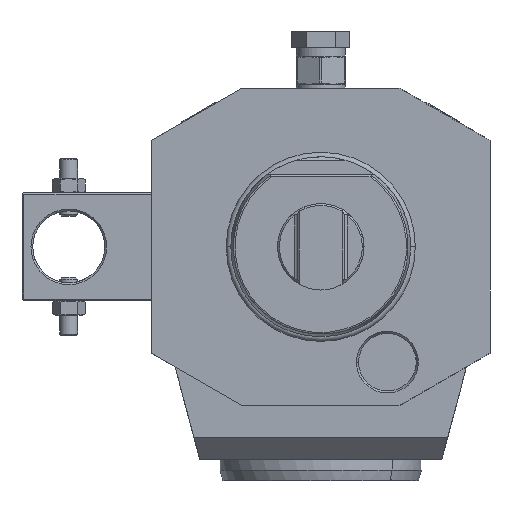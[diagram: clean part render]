
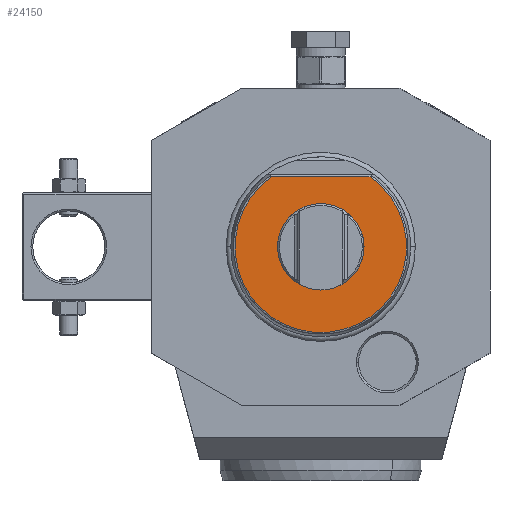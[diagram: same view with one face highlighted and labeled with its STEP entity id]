
A CAD part, front view. The second image highlights one B-rep face of the part: STEP entity #24150.
In plain terms, the highlighted planar face has unit normal (0, -1, 0).
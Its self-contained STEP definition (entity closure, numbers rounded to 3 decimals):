
#10423=CARTESIAN_POINT('',(-13.667,-157.,19.5));
#10451=CARTESIAN_POINT('',(0.,-157.,0.));
#10452=DIRECTION('',(0.,-1.,0.));
#10453=DIRECTION('',(-0.574,0.,0.819));
#10454=AXIS2_PLACEMENT_3D('',#10451,#10452,#10453);
#10482=CARTESIAN_POINT('',(13.667,-157.,19.5));
#10489=DIRECTION('',(-1.,0.,0.));
#10490=VECTOR('',#10489,27.334);
#10491=CARTESIAN_POINT('',(13.667,-157.,19.5));
#10492=LINE('',#10491,#10490);
#10493=CARTESIAN_POINT('',(0.,-157.,0.));
#10494=DIRECTION('',(0.,1.,0.));
#10495=DIRECTION('',(0.,0.,1.));
#10496=AXIS2_PLACEMENT_3D('',#10493,#10494,#10495);
#10508=CARTESIAN_POINT('',(0.,-157.,0.));
#10509=DIRECTION('',(0.,1.,0.));
#10510=DIRECTION('',(0.,0.,-1.));
#10511=AXIS2_PLACEMENT_3D('',#10508,#10509,#10510);
#13512=VERTEX_POINT('',#10423);
#13518=VERTEX_POINT('',#10482);
#14411=CARTESIAN_POINT('',(0.,-157.,12.));
#14412=CARTESIAN_POINT('',(0.,-157.,-12.));
#14413=VERTEX_POINT('',#14411);
#14414=VERTEX_POINT('',#14412);
#24135=CARTESIAN_POINT('',(0.,-157.,-59.));
#24136=DIRECTION('',(0.,-1.,0.));
#24137=DIRECTION('',(1.,0.,0.));
#24138=AXIS2_PLACEMENT_3D('',#24135,#24136,#24137);
#24139=PLANE('',#24138);
#24140=ORIENTED_EDGE('',*,*,#24116,.F.);
#24141=ORIENTED_EDGE('',*,*,#24127,.F.);
#24142=EDGE_LOOP('',(#24140,#24141));
#24143=FACE_OUTER_BOUND('',#24142,.F.);
#24145=ORIENTED_EDGE('',*,*,#24144,.F.);
#24147=ORIENTED_EDGE('',*,*,#24146,.F.);
#24148=EDGE_LOOP('',(#24145,#24147));
#24149=FACE_BOUND('',#24148,.F.);
#10455=CIRCLE('',#10454,23.812);
#10497=CIRCLE('',#10496,12.);
#10512=CIRCLE('',#10511,12.);
#24116=EDGE_CURVE('',#13518,#13512,#10492,.T.);
#24127=EDGE_CURVE('',#13512,#13518,#10455,.T.);
#24144=EDGE_CURVE('',#14413,#14414,#10497,.T.);
#24146=EDGE_CURVE('',#14414,#14413,#10512,.T.);
#24150=ADVANCED_FACE('',(#24143,#24149),#24139,.T.);
